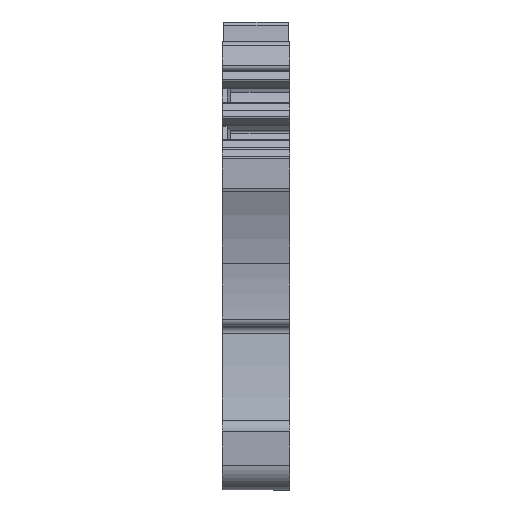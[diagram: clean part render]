
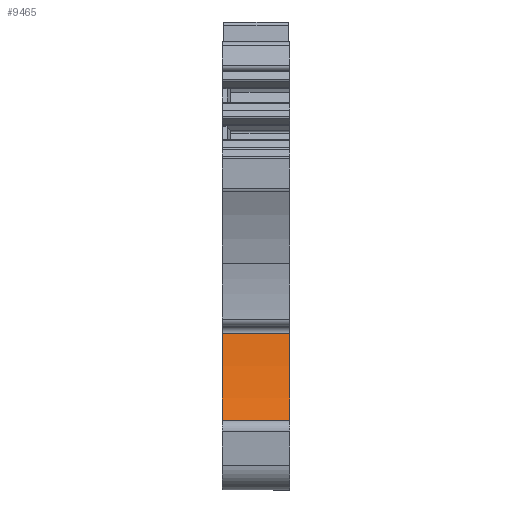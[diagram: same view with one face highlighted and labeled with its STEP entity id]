
A CAD part, front view. The second image highlights one B-rep face of the part: STEP entity #9465.
In plain terms, the highlighted cylindrical face has radius 36.422 mm (diameter 72.843 mm), a partial arc.
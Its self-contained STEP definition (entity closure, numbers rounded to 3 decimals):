
#677=AXIS2_PLACEMENT_3D('Circle Axis2P3D',#675,#676,$) ;
#3974=AXIS2_PLACEMENT_3D('Circle Axis2P3D',#3972,#3973,$) ;
#9452=AXIS2_PLACEMENT_3D('Cylinder Axis2P3D',#9449,#9450,#9451) ;
#672=CARTESIAN_POINT('Vertex',(5.1,5.17,11.894)) ;
#675=CARTESIAN_POINT('Axis2P3D Location',(5.1,-31.023,15.967)) ;
#679=CARTESIAN_POINT('Vertex',(5.1,3.577,4.594)) ;
#3969=CARTESIAN_POINT('Vertex',(0.,3.577,4.594)) ;
#3972=CARTESIAN_POINT('Axis2P3D Location',(0.,-31.023,15.967)) ;
#3976=CARTESIAN_POINT('Vertex',(0.,5.17,11.894)) ;
#9246=CARTESIAN_POINT('Line Origine',(2.55,3.577,4.594)) ;
#9449=CARTESIAN_POINT('Axis2P3D Location',(2.55,-31.023,15.967)) ;
#9454=CARTESIAN_POINT('Line Origine',(2.55,5.17,11.894)) ;
#676=DIRECTION('Axis2P3D Direction',(-1.,0.,0.)) ;
#3973=DIRECTION('Axis2P3D Direction',(-1.,0.,0.)) ;
#9247=DIRECTION('Vector Direction',(-1.,0.,0.)) ;
#9450=DIRECTION('Axis2P3D Direction',(-1.,0.,0.)) ;
#9451=DIRECTION('Axis2P3D XDirection',(0.,0.994,-0.112)) ;
#9455=DIRECTION('Vector Direction',(-1.,0.,0.)) ;
#9248=VECTOR('Line Direction',#9247,1.) ;
#9456=VECTOR('Line Direction',#9455,1.) ;
#9460=ORIENTED_EDGE('',*,*,#681,.T.) ;
#9461=ORIENTED_EDGE('',*,*,#9458,.F.) ;
#9462=ORIENTED_EDGE('',*,*,#3978,.F.) ;
#9463=ORIENTED_EDGE('',*,*,#9250,.T.) ;
#9465=ADVANCED_FACE('KLTR',(#9464),#9453,.F.) ;
#678=CIRCLE('generated circle',#677,36.422) ;
#3975=CIRCLE('generated circle',#3974,36.422) ;
#9453=CYLINDRICAL_SURFACE('generated cylinder',#9452,36.422) ;
#681=EDGE_CURVE('',#680,#673,#678,.F.) ;
#3978=EDGE_CURVE('',#3970,#3977,#3975,.F.) ;
#9250=EDGE_CURVE('',#3970,#680,#9249,.F.) ;
#9458=EDGE_CURVE('',#3977,#673,#9457,.F.) ;
#9459=EDGE_LOOP('',(#9460,#9461,#9462,#9463)) ;
#9464=FACE_OUTER_BOUND('',#9459,.T.) ;
#9249=LINE('Line',#9246,#9248) ;
#9457=LINE('Line',#9454,#9456) ;
#673=VERTEX_POINT('',#672) ;
#680=VERTEX_POINT('',#679) ;
#3970=VERTEX_POINT('',#3969) ;
#3977=VERTEX_POINT('',#3976) ;
